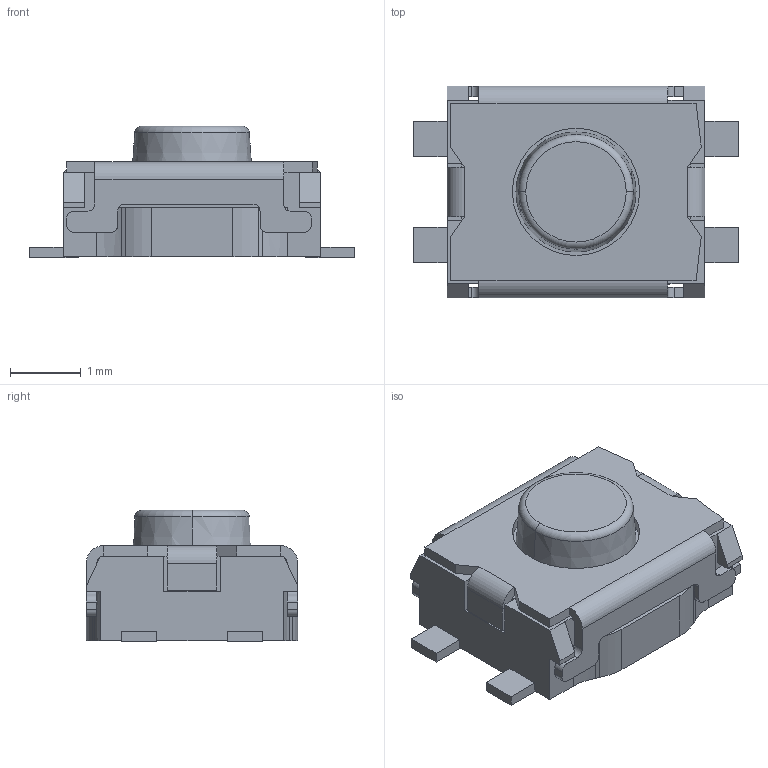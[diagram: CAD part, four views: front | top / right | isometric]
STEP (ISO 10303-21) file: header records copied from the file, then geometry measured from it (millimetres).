
FILE_DESCRIPTION (( 'STEP AP214' ), '1' );
FILE_NAME ('KEY-SMD_4P-L3.7-W3.0-H1.9-LS4.7-P1.5.step', '2022-07-02T15:00:39', ( '' ), ( '' ), 'SwSTEP 2.0', 'SolidWorks 2020', '' );
FILE_SCHEMA (( 'AUTOMOTIVE_DESIGN' ));
Length unit declared in the file: millimetre
Products named in the file (1): KEY-SMD_4P-L3.7-W3.0-H1.9-LS4.7-P1.5
Bounding box: 4.6 x 3 x 1.86 mm (x, y, z)
Volume: 15 mm3; surface area: 56.1 mm2
Topology: 1 solids, 1 shells, 445 faces, 1247 edges, 824 vertices
Faces by surface type: plane 291, bspline 112, cylinder 38, cone 2, torus 2
Entity records: 20358 total; most frequent: CARTESIAN_POINT 4675, ORIENTED_EDGE 2494, DIRECTION 1763, EDGE_CURVE 1247, LINE 923, VECTOR 923, VERTEX_POINT 824, EDGE_LOOP 473
